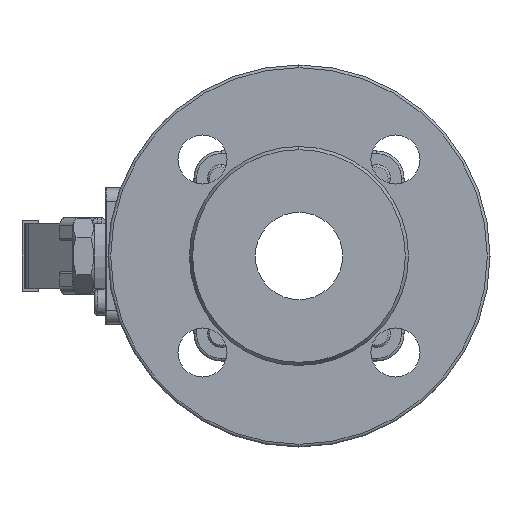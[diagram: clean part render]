
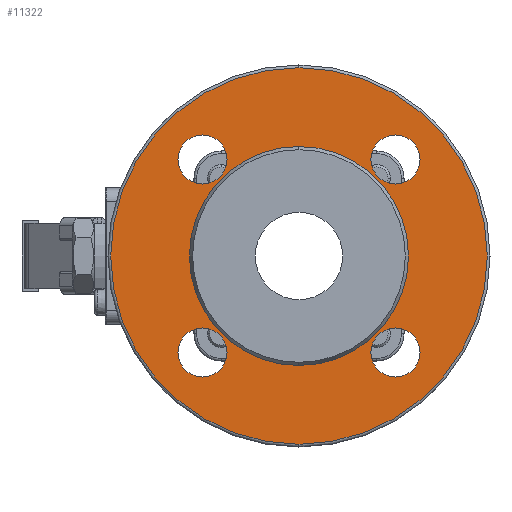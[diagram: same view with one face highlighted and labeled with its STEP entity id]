
A CAD part, left-side view. The second image highlights one B-rep face of the part: STEP entity #11322.
In plain terms, the highlighted planar face has unit normal (-1, 0, 0).
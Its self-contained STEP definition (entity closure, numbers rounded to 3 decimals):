
#178 = EDGE_CURVE ( 'NONE', #32525, #52588, #44432, .T. ) ;
#210 = CIRCLE ( 'NONE', #31331, 9. ) ;
#403 = CARTESIAN_POINT ( 'NONE',  ( 432.126, 612.822, -26.355 ) ) ;
#1068 = DIRECTION ( 'NONE',  ( 1., 0., 0. ) ) ;
#1278 = DIRECTION ( 'NONE',  ( 0., 0., -1. ) ) ;
#2000 = DIRECTION ( 'NONE',  ( 0., 0., -1. ) ) ;
#2521 = CARTESIAN_POINT ( 'NONE',  ( 432.126, 683.533, 26.355 ) ) ;
#2697 = FACE_BOUND ( 'NONE', #40055, .T. ) ;
#2782 = CARTESIAN_POINT ( 'NONE',  ( 432.126, 612.822, 35.355 ) ) ;
#3177 = CIRCLE ( 'NONE', #34773, 9. ) ;
#3273 = CARTESIAN_POINT ( 'NONE',  ( 432.126, 648.178, 0. ) ) ;
#3909 = EDGE_CURVE ( 'NONE', #25517, #29513, #35797, .T. ) ;
#3917 = DIRECTION ( 'NONE',  ( -1., 0., 0. ) ) ;
#4419 = CIRCLE ( 'NONE', #32204, 9. ) ;
#4568 = CARTESIAN_POINT ( 'NONE',  ( 432.126, 683.533, -26.355 ) ) ;
#5143 = ORIENTED_EDGE ( 'NONE', *, *, #53130, .F. ) ;
#5529 = VERTEX_POINT ( 'NONE', #4568 ) ;
#5573 = CARTESIAN_POINT ( 'NONE',  ( 432.126, 648.178, -40.13 ) ) ;
#5677 = CARTESIAN_POINT ( 'NONE',  ( 432.126, 612.822, -35.355 ) ) ;
#5770 = AXIS2_PLACEMENT_3D ( 'NONE', #3273, #32351, #7440 ) ;
#6093 = AXIS2_PLACEMENT_3D ( 'NONE', #22976, #1068, #30165 ) ;
#6341 = ORIENTED_EDGE ( 'NONE', *, *, #13069, .F. ) ;
#6941 = DIRECTION ( 'NONE',  ( 0., 0., -1. ) ) ;
#7365 = CARTESIAN_POINT ( 'NONE',  ( 432.126, 683.533, -35.355 ) ) ;
#7440 = DIRECTION ( 'NONE',  ( 0., 0., 1. ) ) ;
#7800 = AXIS2_PLACEMENT_3D ( 'NONE', #37541, #12623, #41719 ) ;
#8548 = AXIS2_PLACEMENT_3D ( 'NONE', #51860, #26883, #2000 ) ;
#9355 = CARTESIAN_POINT ( 'NONE',  ( 432.126, 683.533, 35.355 ) ) ;
#9851 = DIRECTION ( 'NONE',  ( 0., 0., -1. ) ) ;
#9856 = EDGE_CURVE ( 'NONE', #29513, #25517, #50903, .T. ) ;
#10626 = EDGE_LOOP ( 'NONE', ( #5143, #6341 ) ) ;
#11258 = VERTEX_POINT ( 'NONE', #30970 ) ;
#11322 = ADVANCED_FACE ( 'NONE', ( #2697, #46952, #15060, #24794, #45661, #34581 ), #43554, .F. ) ;
#11563 = DIRECTION ( 'NONE',  ( 0., 0., -1. ) ) ;
#11784 = ORIENTED_EDGE ( 'NONE', *, *, #42234, .F. ) ;
#12623 = DIRECTION ( 'NONE',  ( -1., 0., 0. ) ) ;
#13069 = EDGE_CURVE ( 'NONE', #44293, #18926, #29291, .T. ) ;
#13556 = DIRECTION ( 'NONE',  ( 0., 0., -1. ) ) ;
#13686 = EDGE_CURVE ( 'NONE', #30547, #53639, #31227, .T. ) ;
#14401 = EDGE_CURVE ( 'NONE', #53639, #30547, #40334, .T. ) ;
#14428 = EDGE_CURVE ( 'NONE', #5529, #11258, #27915, .T. ) ;
#15060 = FACE_BOUND ( 'NONE', #38519, .T. ) ;
#17361 = DIRECTION ( 'NONE',  ( -1., 0., 0. ) ) ;
#17989 = AXIS2_PLACEMENT_3D ( 'NONE', #9355, #38489, #13556 ) ;
#18168 = EDGE_CURVE ( 'NONE', #25643, #35109, #3177, .T. ) ;
#18926 = VERTEX_POINT ( 'NONE', #2521 ) ;
#19183 = ORIENTED_EDGE ( 'NONE', *, *, #13686, .F. ) ;
#22447 = CARTESIAN_POINT ( 'NONE',  ( 432.126, 612.822, 26.355 ) ) ;
#22976 = CARTESIAN_POINT ( 'NONE',  ( 432.126, 495.543, 0. ) ) ;
#23137 = AXIS2_PLACEMENT_3D ( 'NONE', #23382, #52557, #27546 ) ;
#23382 = CARTESIAN_POINT ( 'NONE',  ( 432.126, 648.178, 0. ) ) ;
#23498 = CARTESIAN_POINT ( 'NONE',  ( 432.126, 612.822, -44.355 ) ) ;
#23908 = CARTESIAN_POINT ( 'NONE',  ( 432.126, 648.178, 0. ) ) ;
#24794 = FACE_BOUND ( 'NONE', #10626, .T. ) ;
#25470 = ORIENTED_EDGE ( 'NONE', *, *, #35437, .F. ) ;
#25517 = VERTEX_POINT ( 'NONE', #45202 ) ;
#25643 = VERTEX_POINT ( 'NONE', #403 ) ;
#25647 = CARTESIAN_POINT ( 'NONE',  ( 432.126, 683.533, 44.355 ) ) ;
#25758 = CARTESIAN_POINT ( 'NONE',  ( 432.126, 648.178, 40.13 ) ) ;
#26175 = DIRECTION ( 'NONE',  ( -1., 0., 0. ) ) ;
#26883 = DIRECTION ( 'NONE',  ( -1., 0., 0. ) ) ;
#27546 = DIRECTION ( 'NONE',  ( 0., 0., 1. ) ) ;
#27915 = CIRCLE ( 'NONE', #52191, 9. ) ;
#28011 = ORIENTED_EDGE ( 'NONE', *, *, #178, .F. ) ;
#28025 = EDGE_LOOP ( 'NONE', ( #44748, #42842 ) ) ;
#28081 = DIRECTION ( 'NONE',  ( 0., 0., 1. ) ) ;
#28799 = CARTESIAN_POINT ( 'NONE',  ( 432.126, 683.533, -35.355 ) ) ;
#29291 = CIRCLE ( 'NONE', #17989, 9. ) ;
#29513 = VERTEX_POINT ( 'NONE', #44947 ) ;
#30165 = DIRECTION ( 'NONE',  ( 0., 0., -1. ) ) ;
#30547 = VERTEX_POINT ( 'NONE', #25758 ) ;
#30970 = CARTESIAN_POINT ( 'NONE',  ( 432.126, 683.533, -44.355 ) ) ;
#31227 = CIRCLE ( 'NONE', #5770, 40.13 ) ;
#31288 = CARTESIAN_POINT ( 'NONE',  ( 432.126, 612.822, 44.355 ) ) ;
#31331 = AXIS2_PLACEMENT_3D ( 'NONE', #28799, #3917, #32991 ) ;
#31860 = DIRECTION ( 'NONE',  ( -1., 0., 0. ) ) ;
#32204 = AXIS2_PLACEMENT_3D ( 'NONE', #5677, #34780, #9851 ) ;
#32351 = DIRECTION ( 'NONE',  ( -1., 0., 0. ) ) ;
#32381 = CIRCLE ( 'NONE', #8548, 9. ) ;
#32525 = VERTEX_POINT ( 'NONE', #31288 ) ;
#32991 = DIRECTION ( 'NONE',  ( 0., 0., -1. ) ) ;
#33448 = EDGE_CURVE ( 'NONE', #35109, #25643, #4419, .T. ) ;
#33957 = EDGE_LOOP ( 'NONE', ( #45745, #19183 ) ) ;
#34581 = FACE_OUTER_BOUND ( 'NONE', #43529, .T. ) ;
#34773 = AXIS2_PLACEMENT_3D ( 'NONE', #42284, #17361, #46460 ) ;
#34780 = DIRECTION ( 'NONE',  ( -1., 0., 0. ) ) ;
#35109 = VERTEX_POINT ( 'NONE', #23498 ) ;
#35437 = EDGE_CURVE ( 'NONE', #52588, #32525, #42121, .T. ) ;
#35797 = CIRCLE ( 'NONE', #7800, 69. ) ;
#36488 = DIRECTION ( 'NONE',  ( -1., 0., 0. ) ) ;
#37541 = CARTESIAN_POINT ( 'NONE',  ( 432.126, 648.178, 0. ) ) ;
#38489 = DIRECTION ( 'NONE',  ( -1., 0., 0. ) ) ;
#38519 = EDGE_LOOP ( 'NONE', ( #11784, #50684 ) ) ;
#40055 = EDGE_LOOP ( 'NONE', ( #25470, #28011 ) ) ;
#40254 = AXIS2_PLACEMENT_3D ( 'NONE', #51114, #26175, #1278 ) ;
#40334 = CIRCLE ( 'NONE', #46573, 40.13 ) ;
#41516 = ORIENTED_EDGE ( 'NONE', *, *, #3909, .T. ) ;
#41719 = DIRECTION ( 'NONE',  ( 0., 0., 1. ) ) ;
#42121 = CIRCLE ( 'NONE', #40254, 9. ) ;
#42234 = EDGE_CURVE ( 'NONE', #11258, #5529, #210, .T. ) ;
#42284 = CARTESIAN_POINT ( 'NONE',  ( 432.126, 612.822, -35.355 ) ) ;
#42842 = ORIENTED_EDGE ( 'NONE', *, *, #18168, .F. ) ;
#43529 = EDGE_LOOP ( 'NONE', ( #45646, #41516 ) ) ;
#43554 = PLANE ( 'NONE',  #6093 ) ;
#44293 = VERTEX_POINT ( 'NONE', #25647 ) ;
#44432 = CIRCLE ( 'NONE', #52397, 9. ) ;
#44748 = ORIENTED_EDGE ( 'NONE', *, *, #33448, .F. ) ;
#44947 = CARTESIAN_POINT ( 'NONE',  ( 432.126, 648.178, 69. ) ) ;
#45202 = CARTESIAN_POINT ( 'NONE',  ( 432.126, 648.178, -69. ) ) ;
#45646 = ORIENTED_EDGE ( 'NONE', *, *, #9856, .T. ) ;
#45661 = FACE_BOUND ( 'NONE', #33957, .T. ) ;
#45745 = ORIENTED_EDGE ( 'NONE', *, *, #14401, .F. ) ;
#46460 = DIRECTION ( 'NONE',  ( 0., 0., -1. ) ) ;
#46573 = AXIS2_PLACEMENT_3D ( 'NONE', #23908, #53123, #28081 ) ;
#46952 = FACE_BOUND ( 'NONE', #28025, .T. ) ;
#50684 = ORIENTED_EDGE ( 'NONE', *, *, #14428, .F. ) ;
#50903 = CIRCLE ( 'NONE', #23137, 69. ) ;
#51114 = CARTESIAN_POINT ( 'NONE',  ( 432.126, 612.822, 35.355 ) ) ;
#51860 = CARTESIAN_POINT ( 'NONE',  ( 432.126, 683.533, 35.355 ) ) ;
#52191 = AXIS2_PLACEMENT_3D ( 'NONE', #7365, #36488, #11563 ) ;
#52397 = AXIS2_PLACEMENT_3D ( 'NONE', #2782, #31860, #6941 ) ;
#52557 = DIRECTION ( 'NONE',  ( -1., 0., 0. ) ) ;
#52588 = VERTEX_POINT ( 'NONE', #22447 ) ;
#53123 = DIRECTION ( 'NONE',  ( -1., 0., 0. ) ) ;
#53130 = EDGE_CURVE ( 'NONE', #18926, #44293, #32381, .T. ) ;
#53639 = VERTEX_POINT ( 'NONE', #5573 ) ;
